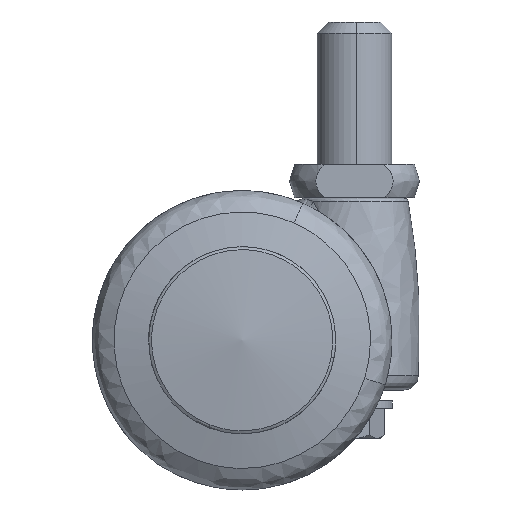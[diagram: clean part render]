
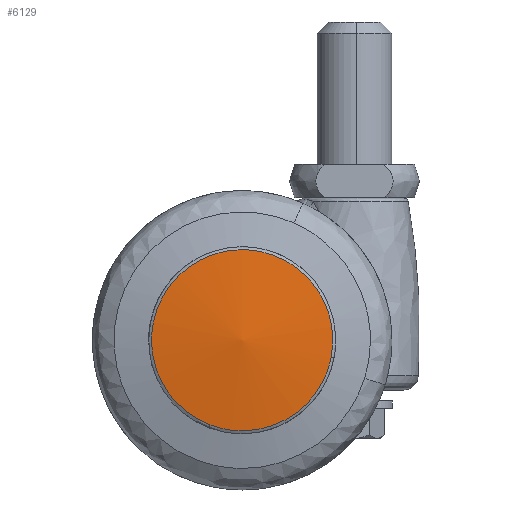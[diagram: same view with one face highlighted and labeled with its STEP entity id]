
A CAD part, front view. The second image highlights one B-rep face of the part: STEP entity #6129.
In plain terms, the highlighted free-form (B-spline) face has degree [2, 2] with [4, 4] control points.
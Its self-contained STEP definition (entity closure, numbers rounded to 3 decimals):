
#4822=CARTESIAN_POINT('',(-4.307,-20.789,-11.307));
#4823=VERTEX_POINT('',#4822);
#4837=CARTESIAN_POINT('',(0.0,-20.789,12.099));
#4838=VERTEX_POINT('',#4837);
#4839=CARTESIAN_POINT('',(0.0,-20.789,12.099));
#4840=CARTESIAN_POINT('',(-12.099,-20.789,12.099));
#4841=CARTESIAN_POINT('',(-12.099,-20.789,0.));
#4842=CARTESIAN_POINT('',(-12.099,-20.789,-8.339));
#4843=CARTESIAN_POINT('',(-4.307,-20.789,-11.307));
#4851=(BOUNDED_CURVE()B_SPLINE_CURVE(2,(#4839,#4840,#4841,#4842,#4843),.UNSPECIFIED.,.F.,.U.)B_SPLINE_CURVE_WITH_KNOTS((3,2,3),(0.0,0.25,0.44),.UNSPECIFIED.)CURVE()GEOMETRIC_REPRESENTATION_ITEM()RATIONAL_B_SPLINE_CURVE((1.0,0.707,1.0,0.778,0.893))REPRESENTATION_ITEM(''));
#4852=EDGE_CURVE('',#4838,#4823,#4851,.T.);
#4854=CARTESIAN_POINT('',(11.885,-20.789,-2.267));
#4855=VERTEX_POINT('',#4854);
#4856=CARTESIAN_POINT('',(11.885,-20.789,-2.267));
#4857=CARTESIAN_POINT('',(12.099,-20.789,-1.144));
#4858=CARTESIAN_POINT('',(12.099,-20.789,0.));
#4859=CARTESIAN_POINT('',(12.099,-20.789,12.099));
#4860=CARTESIAN_POINT('',(0.0,-20.789,12.099));
#4868=(BOUNDED_CURVE()B_SPLINE_CURVE(2,(#4856,#4857,#4858,#4859,#4860),.UNSPECIFIED.,.F.,.U.)B_SPLINE_CURVE_WITH_KNOTS((3,2,3),(0.718,0.75,1.0),.UNSPECIFIED.)CURVE()GEOMETRIC_REPRESENTATION_ITEM()RATIONAL_B_SPLINE_CURVE((0.934,0.962,1.0,0.707,1.0))REPRESENTATION_ITEM(''));
#4869=EDGE_CURVE('',#4855,#4838,#4868,.T.);
#4914=CARTESIAN_POINT('',(0.0,-20.789,-12.099));
#4915=VERTEX_POINT('',#4914);
#4916=CARTESIAN_POINT('',(0.0,-20.789,-12.099));
#4917=CARTESIAN_POINT('',(10.009,-20.789,-12.099));
#4918=CARTESIAN_POINT('',(11.885,-20.789,-2.267));
#4926=(BOUNDED_CURVE()B_SPLINE_CURVE(2,(#4916,#4917,#4918),.UNSPECIFIED.,.F.,.U.)B_SPLINE_CURVE_WITH_KNOTS((3,3),(0.5,0.718),.UNSPECIFIED.)CURVE()GEOMETRIC_REPRESENTATION_ITEM()RATIONAL_B_SPLINE_CURVE((1.0,0.745,0.934))REPRESENTATION_ITEM(''));
#4927=EDGE_CURVE('',#4915,#4855,#4926,.T.);
#4929=CARTESIAN_POINT('',(-4.307,-20.789,-11.307));
#4930=CARTESIAN_POINT('',(-2.226,-20.789,-12.099));
#4931=CARTESIAN_POINT('',(0.0,-20.789,-12.099));
#4939=(BOUNDED_CURVE()B_SPLINE_CURVE(2,(#4929,#4930,#4931),.UNSPECIFIED.,.F.,.U.)B_SPLINE_CURVE_WITH_KNOTS((3,3),(0.44,0.5),.UNSPECIFIED.)CURVE()GEOMETRIC_REPRESENTATION_ITEM()RATIONAL_B_SPLINE_CURVE((0.893,0.929,1.0))REPRESENTATION_ITEM(''));
#4940=EDGE_CURVE('',#4823,#4915,#4939,.T.);
#6099=CARTESIAN_POINT('',(-13.123,-19.111,-13.123));
#6100=CARTESIAN_POINT('',(-6.64,-20.538,-13.28));
#6101=CARTESIAN_POINT('',(6.64,-20.538,-13.28));
#6102=CARTESIAN_POINT('',(13.122,-19.111,-13.123));
#6103=CARTESIAN_POINT('',(-13.28,-20.538,-6.64));
#6104=CARTESIAN_POINT('',(-6.72,-22.,-6.721));
#6105=CARTESIAN_POINT('',(6.72,-22.,-6.721));
#6106=CARTESIAN_POINT('',(13.279,-20.539,-6.64));
#6107=CARTESIAN_POINT('',(-13.28,-20.538,6.64));
#6108=CARTESIAN_POINT('',(-6.72,-22.,6.721));
#6109=CARTESIAN_POINT('',(6.72,-22.,6.721));
#6110=CARTESIAN_POINT('',(13.279,-20.539,6.64));
#6111=CARTESIAN_POINT('',(-13.123,-19.111,13.123));
#6112=CARTESIAN_POINT('',(-6.64,-20.538,13.28));
#6113=CARTESIAN_POINT('',(6.64,-20.538,13.28));
#6114=CARTESIAN_POINT('',(13.122,-19.111,13.123));
#6122=(BOUNDED_SURFACE()B_SPLINE_SURFACE(2,2,((#6099,#6103,#6107,#6111),(#6100,#6104,#6108,#6112),(#6101,#6105,#6109,#6113),(#6102,#6106,#6110,#6114)),.UNSPECIFIED.,.F.,.F.,.U.)B_SPLINE_SURFACE_WITH_KNOTS((3,1,3),(3,1,3),(16.113,29.159,42.204),(16.112,29.159,42.205),.UNSPECIFIED.)GEOMETRIC_REPRESENTATION_ITEM()RATIONAL_B_SPLINE_SURFACE(((1.024,1.012,1.012,1.024),(1.012,1.0,1.0,1.012),(1.012,1.0,1.0,1.012),(1.024,1.012,1.012,1.024)))REPRESENTATION_ITEM('')SURFACE());
#6123=ORIENTED_EDGE('',*,*,#4852,.T.);
#6124=ORIENTED_EDGE('',*,*,#4940,.T.);
#6125=ORIENTED_EDGE('',*,*,#4927,.T.);
#6126=ORIENTED_EDGE('',*,*,#4869,.T.);
#6127=EDGE_LOOP('',(#6123,#6124,#6125,#6126));
#6128=FACE_OUTER_BOUND('',#6127,.T.);
#6129=ADVANCED_FACE('',(#6128),#6122,.T.);
